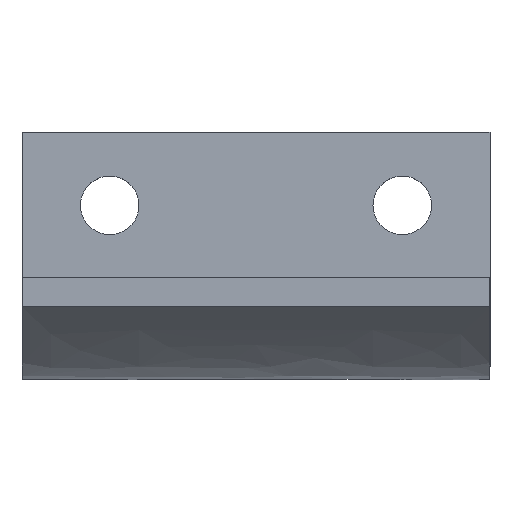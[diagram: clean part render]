
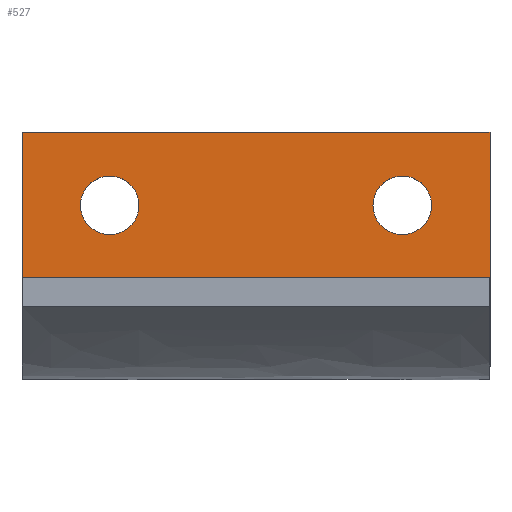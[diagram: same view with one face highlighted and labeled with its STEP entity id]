
A CAD part, top view. The second image highlights one B-rep face of the part: STEP entity #527.
In plain terms, the highlighted planar face has unit normal (0, 0, 1).
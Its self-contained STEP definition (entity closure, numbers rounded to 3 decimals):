
#22=CIRCLE('',#567,2.);
#24=CIRCLE('',#570,2.);
#34=FACE_BOUND('',#85,.T.);
#35=FACE_BOUND('',#86,.T.);
#36=FACE_BOUND('',#87,.T.);
#37=FACE_BOUND('',#88,.T.);
#54=FACE_OUTER_BOUND('',#84,.T.);
#84=EDGE_LOOP('',(#408,#409,#410,#411));
#85=EDGE_LOOP('',(#412));
#86=EDGE_LOOP('',(#413));
#87=EDGE_LOOP('',(#414,#415,#416,#417));
#88=EDGE_LOOP('',(#418,#419,#420,#421));
#132=LINE('',#781,#192);
#136=LINE('',#788,#196);
#137=LINE('',#791,#197);
#138=LINE('',#792,#198);
#139=LINE('',#795,#199);
#140=LINE('',#797,#200);
#141=LINE('',#799,#201);
#142=LINE('',#800,#202);
#143=LINE('',#803,#203);
#144=LINE('',#805,#204);
#145=LINE('',#807,#205);
#146=LINE('',#808,#206);
#192=VECTOR('',#651,10.);
#196=VECTOR('',#657,10.);
#197=VECTOR('',#660,10.);
#198=VECTOR('',#661,10.);
#199=VECTOR('',#662,10.);
#200=VECTOR('',#663,10.);
#201=VECTOR('',#664,10.);
#202=VECTOR('',#665,10.);
#203=VECTOR('',#666,10.);
#204=VECTOR('',#667,10.);
#205=VECTOR('',#668,10.);
#206=VECTOR('',#669,10.);
#240=VERTEX_POINT('',#763);
#242=VERTEX_POINT('',#769);
#246=VERTEX_POINT('',#778);
#247=VERTEX_POINT('',#780);
#249=VERTEX_POINT('',#786);
#250=VERTEX_POINT('',#790);
#251=VERTEX_POINT('',#793);
#252=VERTEX_POINT('',#794);
#253=VERTEX_POINT('',#796);
#254=VERTEX_POINT('',#798);
#255=VERTEX_POINT('',#801);
#256=VERTEX_POINT('',#802);
#257=VERTEX_POINT('',#804);
#258=VERTEX_POINT('',#806);
#296=EDGE_CURVE('',#240,#240,#22,.T.);
#299=EDGE_CURVE('',#242,#242,#24,.T.);
#304=EDGE_CURVE('',#246,#247,#132,.T.);
#308=EDGE_CURVE('',#249,#246,#136,.T.);
#309=EDGE_CURVE('',#250,#249,#137,.T.);
#310=EDGE_CURVE('',#250,#247,#138,.T.);
#311=EDGE_CURVE('',#251,#252,#139,.T.);
#312=EDGE_CURVE('',#251,#253,#140,.T.);
#313=EDGE_CURVE('',#254,#253,#141,.T.);
#314=EDGE_CURVE('',#252,#254,#142,.T.);
#315=EDGE_CURVE('',#255,#256,#143,.T.);
#316=EDGE_CURVE('',#255,#257,#144,.T.);
#317=EDGE_CURVE('',#258,#257,#145,.T.);
#318=EDGE_CURVE('',#256,#258,#146,.T.);
#408=ORIENTED_EDGE('',*,*,#308,.F.);
#409=ORIENTED_EDGE('',*,*,#309,.F.);
#410=ORIENTED_EDGE('',*,*,#310,.T.);
#411=ORIENTED_EDGE('',*,*,#304,.F.);
#412=ORIENTED_EDGE('',*,*,#296,.T.);
#413=ORIENTED_EDGE('',*,*,#299,.T.);
#414=ORIENTED_EDGE('',*,*,#311,.F.);
#415=ORIENTED_EDGE('',*,*,#312,.T.);
#416=ORIENTED_EDGE('',*,*,#313,.F.);
#417=ORIENTED_EDGE('',*,*,#314,.F.);
#418=ORIENTED_EDGE('',*,*,#315,.F.);
#419=ORIENTED_EDGE('',*,*,#316,.T.);
#420=ORIENTED_EDGE('',*,*,#317,.F.);
#421=ORIENTED_EDGE('',*,*,#318,.F.);
#500=PLANE('',#574);
#527=ADVANCED_FACE('',(#54,#34,#35,#36,#37),#500,.T.);
#567=AXIS2_PLACEMENT_3D('',#764,#635,#636);
#570=AXIS2_PLACEMENT_3D('',#770,#642,#643);
#574=AXIS2_PLACEMENT_3D('',#789,#658,#659);
#635=DIRECTION('center_axis',(0.,0.,-1.));
#636=DIRECTION('ref_axis',(1.,0.,0.));
#642=DIRECTION('center_axis',(0.,0.,-1.));
#643=DIRECTION('ref_axis',(1.,0.,0.));
#651=DIRECTION('',(1.,0.,0.));
#657=DIRECTION('',(0.,1.,0.));
#658=DIRECTION('center_axis',(0.,0.,1.));
#659=DIRECTION('ref_axis',(-1.,0.,0.));
#660=DIRECTION('',(-1.,0.,0.));
#661=DIRECTION('',(0.,1.,0.));
#662=DIRECTION('',(-1.,0.,0.));
#663=DIRECTION('',(0.,-1.,0.));
#664=DIRECTION('',(1.,0.,0.));
#665=DIRECTION('',(0.,-1.,0.));
#666=DIRECTION('',(-1.,0.,0.));
#667=DIRECTION('',(0.,-1.,0.));
#668=DIRECTION('',(1.,0.,0.));
#669=DIRECTION('',(0.,-1.,0.));
#763=CARTESIAN_POINT('',(8.,7.,-21.));
#764=CARTESIAN_POINT('Origin',(10.,7.,-21.));
#769=CARTESIAN_POINT('',(-12.,7.,-21.));
#770=CARTESIAN_POINT('Origin',(-10.,7.,-21.));
#778=CARTESIAN_POINT('',(-16.,12.,-21.));
#780=CARTESIAN_POINT('',(16.,12.,-21.));
#781=CARTESIAN_POINT('',(16.,12.,-21.));
#786=CARTESIAN_POINT('',(-16.,-4.,-21.));
#788=CARTESIAN_POINT('',(-16.,0.,-21.));
#789=CARTESIAN_POINT('Origin',(16.,0.,-21.));
#790=CARTESIAN_POINT('',(16.,-4.,-21.));
#791=CARTESIAN_POINT('',(16.,-4.,-21.));
#792=CARTESIAN_POINT('',(16.,0.,-21.));
#793=CARTESIAN_POINT('',(-12.,0.,-21.));
#794=CARTESIAN_POINT('',(-15.,0.,-21.));
#795=CARTESIAN_POINT('',(-16.,0.,-21.));
#796=CARTESIAN_POINT('',(-12.,-3.,-21.));
#797=CARTESIAN_POINT('',(-12.,0.,-21.));
#798=CARTESIAN_POINT('',(-15.,-3.,-21.));
#799=CARTESIAN_POINT('',(16.,-3.,-21.));
#800=CARTESIAN_POINT('',(-15.,0.,-21.));
#801=CARTESIAN_POINT('',(15.,0.,-21.));
#802=CARTESIAN_POINT('',(12.,0.,-21.));
#803=CARTESIAN_POINT('',(-16.,0.,-21.));
#804=CARTESIAN_POINT('',(15.,-3.,-21.));
#805=CARTESIAN_POINT('',(15.,0.,-21.));
#806=CARTESIAN_POINT('',(12.,-3.,-21.));
#807=CARTESIAN_POINT('',(16.,-3.,-21.));
#808=CARTESIAN_POINT('',(12.,0.,-21.));
